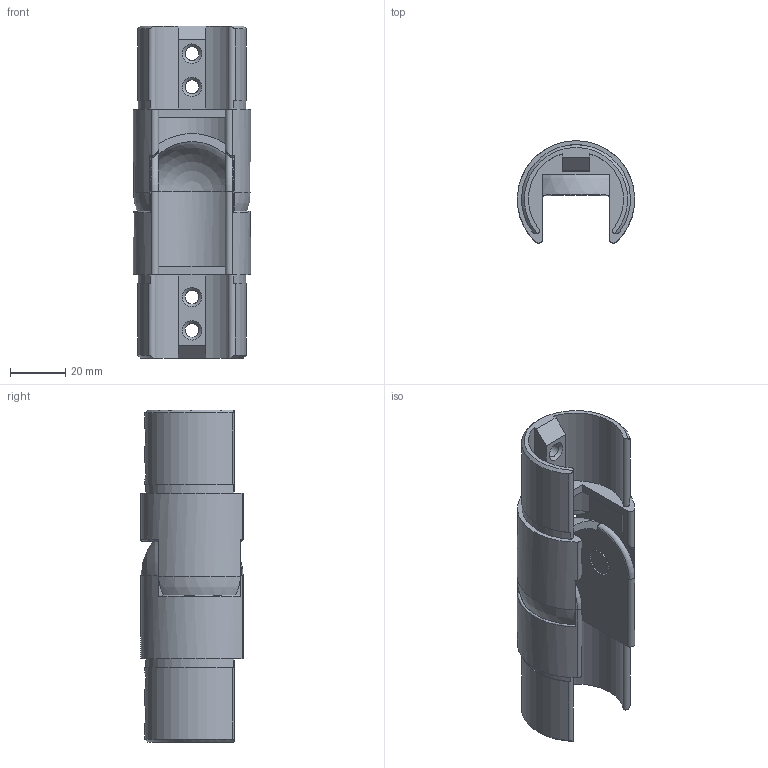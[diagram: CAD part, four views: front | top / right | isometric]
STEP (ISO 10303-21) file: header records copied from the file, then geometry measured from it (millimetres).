
FILE_DESCRIPTION (( 'STEP AP203' ), '1' );
FILE_NAME ('60314-240.STEP', '2020-05-06T13:46:52', ( '' ), ( '' ), 'SwSTEP 2.0', 'SolidWorks 2015', '' );
FILE_SCHEMA (( 'CONFIG_CONTROL_DESIGN' ));
Length unit declared in the file: millimetre
Products named in the file (3): 60314-240; 60314-240 Teil2_60314-240 Teil2; 60314-240 Teil1_60314-240 Teil1
Assembly tree (2 placements, depth 2):
  60314-240
    60314-240 Teil1_60314-240 Teil1
    60314-240 Teil2_60314-240 Teil2
Bounding box: 42.37 x 37 x 120 mm (x, y, z)
Volume: 46455.3 mm3; surface area: 29283.4 mm2
Topology: 2 solids, 2 shells, 313 faces, 834 edges, 552 vertices
Faces by surface type: plane 156, bspline 101, cylinder 30, torus 11, sphere 9, cone 6
Full cylindrical faces by diameter (mm): 5 x4, 9 x2, 10 x2
Entity records: 19368 total; most frequent: CARTESIAN_POINT 11985, ORIENTED_EDGE 1616, DIRECTION 1137, EDGE_CURVE 808, VERTEX_POINT 544, VECTOR 481, LINE 481, EDGE_LOOP 370
